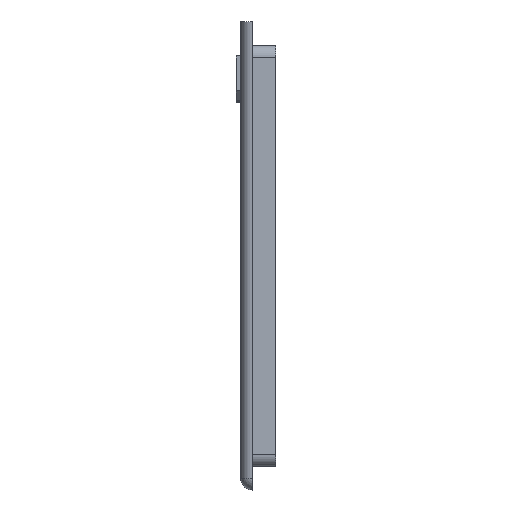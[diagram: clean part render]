
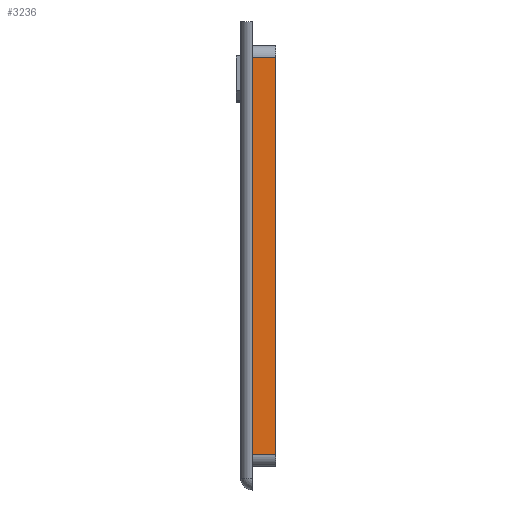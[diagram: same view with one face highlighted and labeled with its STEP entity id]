
A CAD part, left-side view. The second image highlights one B-rep face of the part: STEP entity #3236.
In plain terms, the highlighted planar face has unit normal (-1, 0, 0).
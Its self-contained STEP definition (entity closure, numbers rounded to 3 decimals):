
#62 = VECTOR ( 'NONE', #1356, 1000. ) ;
#93 = CARTESIAN_POINT ( 'NONE',  ( 2., 53., 37. ) ) ;
#190 = CARTESIAN_POINT ( 'NONE',  ( 2., 53., 37. ) ) ;
#203 = LINE ( 'NONE', #2813, #5444 ) ;
#206 = EDGE_CURVE ( 'NONE', #2857, #3752, #665, .T. ) ;
#238 = DIRECTION ( 'NONE',  ( 0., 0., -1. ) ) ;
#492 = EDGE_LOOP ( 'NONE', ( #2998, #3381, #3695, #3831 ) ) ;
#577 = LINE ( 'NONE', #190, #5507 ) ;
#665 = LINE ( 'NONE', #1061, #4466 ) ;
#962 = EDGE_CURVE ( 'NONE', #4222, #3752, #203, .T. ) ;
#1015 = CARTESIAN_POINT ( 'NONE',  ( 2., 53., 37. ) ) ;
#1061 = CARTESIAN_POINT ( 'NONE',  ( 2., 53., 3. ) ) ;
#1350 = CARTESIAN_POINT ( 'NONE',  ( 2., 55., 3. ) ) ;
#1356 = DIRECTION ( 'NONE',  ( 0., 1., 0. ) ) ;
#1406 = DIRECTION ( 'NONE',  ( 1., 0., 0. ) ) ;
#1442 = CARTESIAN_POINT ( 'NONE',  ( 2., 53., 37. ) ) ;
#1597 = CARTESIAN_POINT ( 'NONE',  ( 2., 55., 37. ) ) ;
#1688 = EDGE_CURVE ( 'NONE', #3610, #2857, #577, .T. ) ;
#1844 = LINE ( 'NONE', #1442, #62 ) ;
#2301 = DIRECTION ( 'NONE',  ( 0., 0., -1. ) ) ;
#2570 = PLANE ( 'NONE',  #5202 ) ;
#2813 = CARTESIAN_POINT ( 'NONE',  ( 2., 55., 37. ) ) ;
#2857 = VERTEX_POINT ( 'NONE', #3293 ) ;
#2998 = ORIENTED_EDGE ( 'NONE', *, *, #962, .T. ) ;
#3236 = ADVANCED_FACE ( 'NONE', ( #3403 ), #2570, .F. ) ;
#3293 = CARTESIAN_POINT ( 'NONE',  ( 2., 53., 3. ) ) ;
#3381 = ORIENTED_EDGE ( 'NONE', *, *, #206, .F. ) ;
#3403 = FACE_OUTER_BOUND ( 'NONE', #492, .T. ) ;
#3610 = VERTEX_POINT ( 'NONE', #93 ) ;
#3695 = ORIENTED_EDGE ( 'NONE', *, *, #1688, .F. ) ;
#3752 = VERTEX_POINT ( 'NONE', #1350 ) ;
#3831 = ORIENTED_EDGE ( 'NONE', *, *, #4828, .T. ) ;
#4084 = DIRECTION ( 'NONE',  ( 0., 1., 0. ) ) ;
#4222 = VERTEX_POINT ( 'NONE', #1597 ) ;
#4466 = VECTOR ( 'NONE', #4084, 1000. ) ;
#4516 = DIRECTION ( 'NONE',  ( 0., 0., -1. ) ) ;
#4828 = EDGE_CURVE ( 'NONE', #3610, #4222, #1844, .T. ) ;
#5202 = AXIS2_PLACEMENT_3D ( 'NONE', #1015, #1406, #238 ) ;
#5444 = VECTOR ( 'NONE', #4516, 1000. ) ;
#5507 = VECTOR ( 'NONE', #2301, 1000. ) ;
